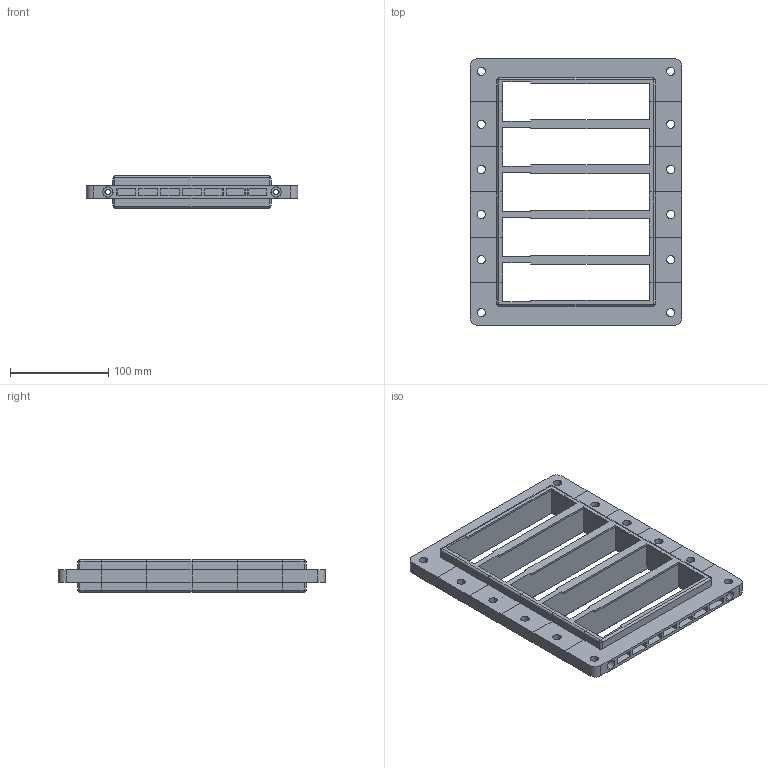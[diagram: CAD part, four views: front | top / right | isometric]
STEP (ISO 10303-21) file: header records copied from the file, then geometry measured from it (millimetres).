
FILE_DESCRIPTION(/* description */ (''),/* implementation_level */ '2;1');
FILE_NAME(/* name */ 'RFCS_60.stp',/* time_stamp */ '2020-12-29T16:08:32+06:00',/* author */ (''),/* organization */ (''),/* preprocessor_version */ 'ST-DEVELOPER v16',/* originating_system */ 'SIEMENS PLM Software NX 10.0',/* authorisation */ '');
FILE_SCHEMA (('AP203_CONFIGURATION_CONTROLLED_3D_DESIGN_OF_MECHANICAL_PARTS_AND_ASSEMBLIES_MIM_LF { 1 0 10303 403 2 1 2}'));
Length unit declared in the file: millimetre
Products named in the file (1): Gurp33D020843d3j
Bounding box: 216 x 272 x 33 mm (x, y, z)
Volume: 425753 mm3; surface area: 193857.2 mm2
Topology: 6 solids, 6 shells, 428 faces, 1100 edges, 728 vertices
Faces by surface type: plane 314, cylinder 106, sphere 8
Full cylindrical faces by diameter (mm): 5.1 x2, 6 x24, 8.5 x8, 11 x8
Entity records: 12760 total; most frequent: CARTESIAN_POINT 2215, DIRECTION 2100, ORIENTED_EDGE 2092, EDGE_CURVE 1046, LINE 834, VECTOR 834, VERTEX_POINT 716, AXIS2_PLACEMENT_3D 633
